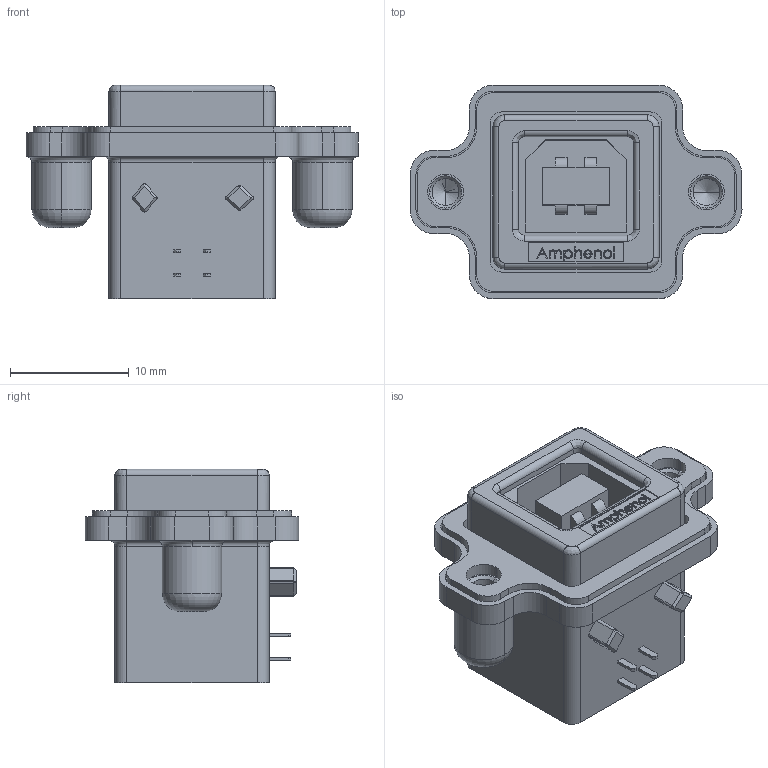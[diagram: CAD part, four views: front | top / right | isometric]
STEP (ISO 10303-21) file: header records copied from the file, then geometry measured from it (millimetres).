
FILE_DESCRIPTION (( 'STEP AP214' ), '1' );
FILE_NAME ('M-MUSB-D111-31-REVT1_Body.STEP', '2021-10-19T20:47:52', ( '' ), ( '' ), 'SwSTEP 2.0', 'SolidWorks 2020', '' );
FILE_SCHEMA (( 'AUTOMOTIVE_DESIGN' ));
Length unit declared in the file: millimetre
Products named in the file (1): M-MUSB-D111-31-REVT1_Body
Bounding box: 28 x 18 x 18 mm (x, y, z)
Volume: 3443.4 mm3; surface area: 2747.4 mm2
Topology: 1 solids, 1 shells, 384 faces, 998 edges, 636 vertices
Faces by surface type: plane 201, cylinder 94, bspline 66, cone 19, torus 4
Entity records: 19501 total; most frequent: CARTESIAN_POINT 6272, ORIENTED_EDGE 1966, DIRECTION 1669, EDGE_CURVE 983, VERTEX_POINT 636, LINE 627, VECTOR 627, AXIS2_PLACEMENT_3D 521
